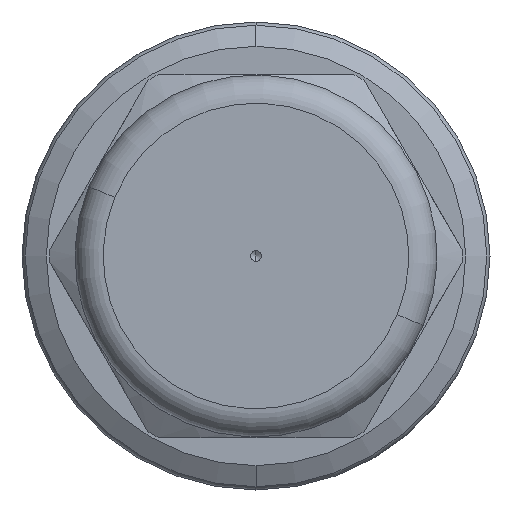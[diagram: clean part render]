
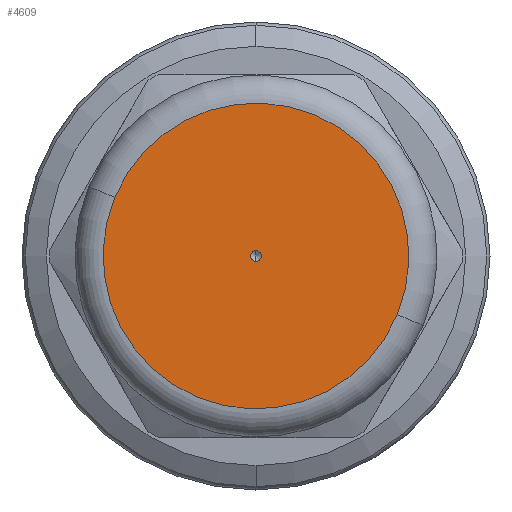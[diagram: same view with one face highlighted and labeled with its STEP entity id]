
A CAD part, left-side view. The second image highlights one B-rep face of the part: STEP entity #4609.
In plain terms, the highlighted planar face has unit normal (-1, 0, 0).
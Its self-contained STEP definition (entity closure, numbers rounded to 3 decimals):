
#2094 = ORIENTED_EDGE ( 'NONE', *, *, #11225, .F. ) ;
#2824 = EDGE_CURVE ( 'NONE', #6821, #7993, #13384, .T. ) ;
#2873 = ORIENTED_EDGE ( 'NONE', *, *, #2824, .T. ) ;
#3901 = CIRCLE ( 'NONE', #11769, 17.35 ) ;
#4095 = DIRECTION ( 'NONE',  ( 1., 0., 0. ) ) ;
#4609 = ADVANCED_FACE ( 'NONE', ( #5152, #9601 ), #14055, .T. ) ;
#4677 = EDGE_LOOP ( 'NONE', ( #2094, #14433 ) ) ;
#4972 = CARTESIAN_POINT ( 'NONE',  ( -44.4, -0.554, -0.23 ) ) ;
#5152 = FACE_BOUND ( 'NONE', #14203, .T. ) ;
#5186 = DIRECTION ( 'NONE',  ( 0., -0.924, -0.383 ) ) ;
#5390 = DIRECTION ( 'NONE',  ( 0., -0.924, -0.383 ) ) ;
#5540 = AXIS2_PLACEMENT_3D ( 'NONE', #7973, #12434, #7839 ) ;
#6070 = EDGE_CURVE ( 'NONE', #7993, #6821, #9396, .T. ) ;
#6175 = DIRECTION ( 'NONE',  ( 1., 0., 0. ) ) ;
#6821 = VERTEX_POINT ( 'NONE', #8737 ) ;
#7256 = DIRECTION ( 'NONE',  ( -1., 0., 0. ) ) ;
#7574 = DIRECTION ( 'NONE',  ( 1., 0., 0. ) ) ;
#7839 = DIRECTION ( 'NONE',  ( 0., -0.924, -0.383 ) ) ;
#7973 = CARTESIAN_POINT ( 'NONE',  ( -44.4, 0., 0. ) ) ;
#7993 = VERTEX_POINT ( 'NONE', #10898 ) ;
#8157 = ORIENTED_EDGE ( 'NONE', *, *, #6070, .T. ) ;
#8359 = DIRECTION ( 'NONE',  ( 0., 0.924, 0.383 ) ) ;
#8737 = CARTESIAN_POINT ( 'NONE',  ( -44.4, -0.554, -0.23 ) ) ;
#9396 = CIRCLE ( 'NONE', #13763, 0.6 ) ;
#9601 = FACE_OUTER_BOUND ( 'NONE', #4677, .T. ) ;
#9665 = CARTESIAN_POINT ( 'NONE',  ( -44.4, 0., 0. ) ) ;
#9703 = EDGE_CURVE ( 'NONE', #11850, #13589, #3901, .T. ) ;
#10661 = CARTESIAN_POINT ( 'NONE',  ( -44.4, 16.024, 6.653 ) ) ;
#10898 = CARTESIAN_POINT ( 'NONE',  ( -44.4, 0.554, 0.23 ) ) ;
#11007 = DIRECTION ( 'NONE',  ( 0., -0.924, -0.383 ) ) ;
#11225 = EDGE_CURVE ( 'NONE', #13589, #11850, #14527, .T. ) ;
#11750 = CARTESIAN_POINT ( 'NONE',  ( -44.4, -16.024, -6.653 ) ) ;
#11769 = AXIS2_PLACEMENT_3D ( 'NONE', #12185, #4095, #5390 ) ;
#11850 = VERTEX_POINT ( 'NONE', #10661 ) ;
#12185 = CARTESIAN_POINT ( 'NONE',  ( -44.4, 0., 0. ) ) ;
#12434 = DIRECTION ( 'NONE',  ( 1., 0., 0. ) ) ;
#12713 = AXIS2_PLACEMENT_3D ( 'NONE', #9665, #6175, #5186 ) ;
#13047 = AXIS2_PLACEMENT_3D ( 'NONE', #4972, #7256, #8359 ) ;
#13251 = CARTESIAN_POINT ( 'NONE',  ( -44.4, 0., 0. ) ) ;
#13384 = CIRCLE ( 'NONE', #5540, 0.6 ) ;
#13589 = VERTEX_POINT ( 'NONE', #11750 ) ;
#13763 = AXIS2_PLACEMENT_3D ( 'NONE', #13251, #7574, #11007 ) ;
#14055 = PLANE ( 'NONE',  #13047 ) ;
#14203 = EDGE_LOOP ( 'NONE', ( #2873, #8157 ) ) ;
#14433 = ORIENTED_EDGE ( 'NONE', *, *, #9703, .F. ) ;
#14527 = CIRCLE ( 'NONE', #12713, 17.35 ) ;
